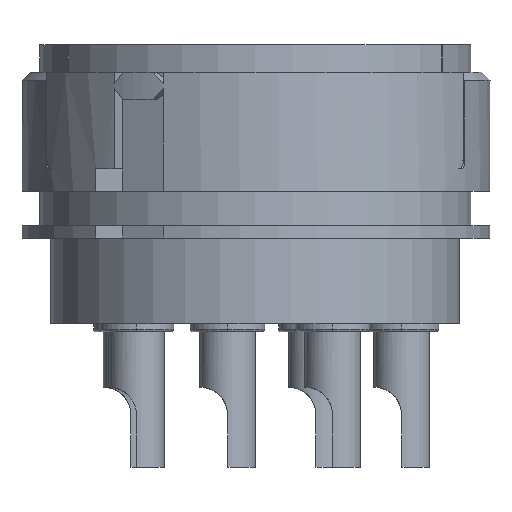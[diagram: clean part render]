
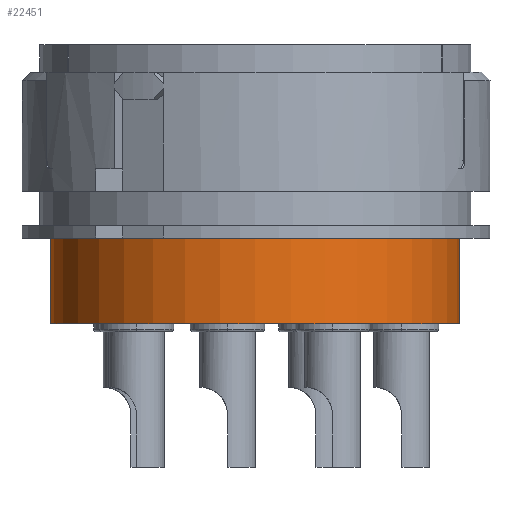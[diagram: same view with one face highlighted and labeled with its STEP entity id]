
A CAD part, left-side view. The second image highlights one B-rep face of the part: STEP entity #22451.
In plain terms, the highlighted cylindrical face has radius 7.4 mm (diameter 14.8 mm), a partial arc.
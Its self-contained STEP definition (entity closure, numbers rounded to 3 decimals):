
#1512=DIRECTION('',(0.,0.,-1.));
#1513=VECTOR('',#1512,3.1);
#1514=CARTESIAN_POINT('',(0.,-7.4,-2.5));
#1515=LINE('',#1514,#1513);
#1516=DIRECTION('',(0.,0.,-1.));
#1517=VECTOR('',#1516,3.1);
#1518=CARTESIAN_POINT('',(0.,7.4,-2.5));
#1519=LINE('',#1518,#1517);
#1520=CARTESIAN_POINT('',(0.,0.,-2.5));
#1521=DIRECTION('',(0.,0.,-1.));
#1522=DIRECTION('',(0.,-1.,0.));
#1523=AXIS2_PLACEMENT_3D('',#1520,#1521,#1522);
#1525=CARTESIAN_POINT('',(0.,0.,-5.6));
#1526=DIRECTION('',(0.,0.,-1.));
#1527=DIRECTION('',(0.,-1.,0.));
#1528=AXIS2_PLACEMENT_3D('',#1525,#1526,#1527);
#15789=CARTESIAN_POINT('',(0.,-7.4,-2.5));
#15790=CARTESIAN_POINT('',(0.,-7.4,-5.6));
#15791=VERTEX_POINT('',#15789);
#15792=VERTEX_POINT('',#15790);
#15793=CARTESIAN_POINT('',(0.,7.4,-2.5));
#15794=CARTESIAN_POINT('',(0.,7.4,-5.6));
#15795=VERTEX_POINT('',#15793);
#15796=VERTEX_POINT('',#15794);
#22439=CARTESIAN_POINT('',(0.,0.,-6.105));
#22440=DIRECTION('',(0.,0.,1.));
#22441=DIRECTION('',(0.,1.,0.));
#22442=AXIS2_PLACEMENT_3D('',#22439,#22440,#22441);
#22443=CYLINDRICAL_SURFACE('',#22442,7.4);
#22444=ORIENTED_EDGE('',*,*,#22429,.T.);
#22446=ORIENTED_EDGE('',*,*,#22445,.T.);
#22447=ORIENTED_EDGE('',*,*,#22432,.F.);
#22448=ORIENTED_EDGE('',*,*,#22276,.F.);
#22449=EDGE_LOOP('',(#22444,#22446,#22447,#22448));
#22450=FACE_OUTER_BOUND('',#22449,.F.);
#1524=CIRCLE('',#1523,7.4);
#1529=CIRCLE('',#1528,7.4);
#22276=EDGE_CURVE('',#15791,#15795,#1524,.T.);
#22429=EDGE_CURVE('',#15791,#15792,#1515,.T.);
#22432=EDGE_CURVE('',#15795,#15796,#1519,.T.);
#22445=EDGE_CURVE('',#15792,#15796,#1529,.T.);
#22451=ADVANCED_FACE('',(#22450),#22443,.T.);
